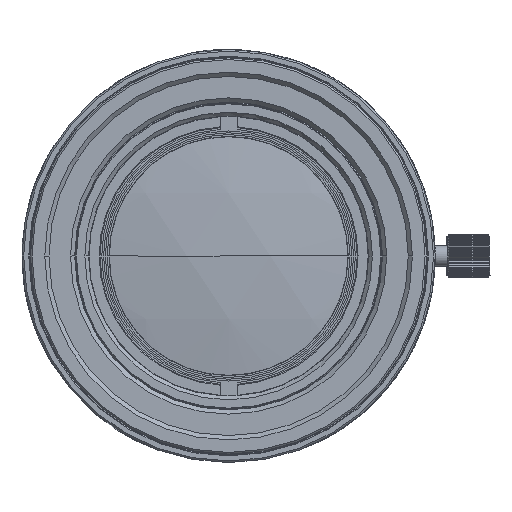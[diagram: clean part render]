
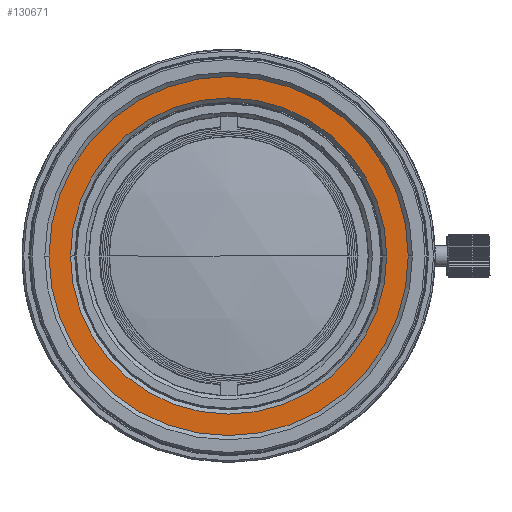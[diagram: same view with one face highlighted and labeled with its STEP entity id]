
A CAD part, left-side view. The second image highlights one B-rep face of the part: STEP entity #130671.
In plain terms, the highlighted planar face has unit normal (-1, 0, 0).
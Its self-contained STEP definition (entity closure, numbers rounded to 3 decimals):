
#323 = CIRCLE ( 'NONE', #94255, 21.8 ) ;
#1023 = EDGE_LOOP ( 'NONE', ( #89265, #25811 ) ) ;
#6853 = ORIENTED_EDGE ( 'NONE', *, *, #58165, .T. ) ;
#8431 = DIRECTION ( 'NONE',  ( -1., 0., 0. ) ) ;
#12412 = VERTEX_POINT ( 'NONE', #25157 ) ;
#15834 = CARTESIAN_POINT ( 'NONE',  ( -64.779, 0., 0. ) ) ;
#18205 = DIRECTION ( 'NONE',  ( 0., 1., 0. ) ) ;
#23083 = CARTESIAN_POINT ( 'NONE',  ( -64.779, 0., 0. ) ) ;
#25157 = CARTESIAN_POINT ( 'NONE',  ( -64.779, 21.8, 0. ) ) ;
#25811 = ORIENTED_EDGE ( 'NONE', *, *, #44673, .T. ) ;
#29414 = CARTESIAN_POINT ( 'NONE',  ( -64.779, 0., 0. ) ) ;
#35893 = VERTEX_POINT ( 'NONE', #54639 ) ;
#38936 = DIRECTION ( 'NONE',  ( 0., -1., 0. ) ) ;
#39946 = CARTESIAN_POINT ( 'NONE',  ( -64.779, 0., 0. ) ) ;
#44673 = EDGE_CURVE ( 'NONE', #109303, #35893, #56346, .T. ) ;
#45336 = ORIENTED_EDGE ( 'NONE', *, *, #53572, .T. ) ;
#45393 = CARTESIAN_POINT ( 'NONE',  ( -64.779, 0., 0. ) ) ;
#46740 = FACE_OUTER_BOUND ( 'NONE', #79960, .T. ) ;
#53572 = EDGE_CURVE ( 'NONE', #12412, #122145, #113889, .T. ) ;
#54639 = CARTESIAN_POINT ( 'NONE',  ( -64.779, 18.75, 0. ) ) ;
#56346 = CIRCLE ( 'NONE', #67566, 18.75 ) ;
#58165 = EDGE_CURVE ( 'NONE', #122145, #12412, #323, .T. ) ;
#58848 = CIRCLE ( 'NONE', #97009, 18.75 ) ;
#64402 = DIRECTION ( 'NONE',  ( 0., -1., 0. ) ) ;
#66717 = CARTESIAN_POINT ( 'NONE',  ( -64.779, -21.8, 0. ) ) ;
#67566 = AXIS2_PLACEMENT_3D ( 'NONE', #23083, #86180, #64402 ) ;
#79960 = EDGE_LOOP ( 'NONE', ( #6853, #45336 ) ) ;
#86180 = DIRECTION ( 'NONE',  ( 1., 0., 0. ) ) ;
#87468 = FACE_BOUND ( 'NONE', #1023, .T. ) ;
#89265 = ORIENTED_EDGE ( 'NONE', *, *, #110287, .T. ) ;
#94255 = AXIS2_PLACEMENT_3D ( 'NONE', #15834, #112557, #38936 ) ;
#97009 = AXIS2_PLACEMENT_3D ( 'NONE', #29414, #105106, #18205 ) ;
#98653 = PLANE ( 'NONE',  #114368 ) ;
#101757 = CARTESIAN_POINT ( 'NONE',  ( -64.779, -18.75, 0. ) ) ;
#105106 = DIRECTION ( 'NONE',  ( 1., 0., 0. ) ) ;
#109303 = VERTEX_POINT ( 'NONE', #101757 ) ;
#110287 = EDGE_CURVE ( 'NONE', #35893, #109303, #58848, .T. ) ;
#111263 = DIRECTION ( 'NONE',  ( 1., 0., 0. ) ) ;
#112557 = DIRECTION ( 'NONE',  ( -1., 0., 0. ) ) ;
#113889 = CIRCLE ( 'NONE', #131819, 21.8 ) ;
#114368 = AXIS2_PLACEMENT_3D ( 'NONE', #45393, #111263, #132308 ) ;
#122145 = VERTEX_POINT ( 'NONE', #66717 ) ;
#125470 = DIRECTION ( 'NONE',  ( 0., 1., 0. ) ) ;
#130671 = ADVANCED_FACE ( 'NONE', ( #46740, #87468 ), #98653, .F. ) ;
#131819 = AXIS2_PLACEMENT_3D ( 'NONE', #39946, #8431, #125470 ) ;
#132308 = DIRECTION ( 'NONE',  ( 0., 1., 0. ) ) ;
